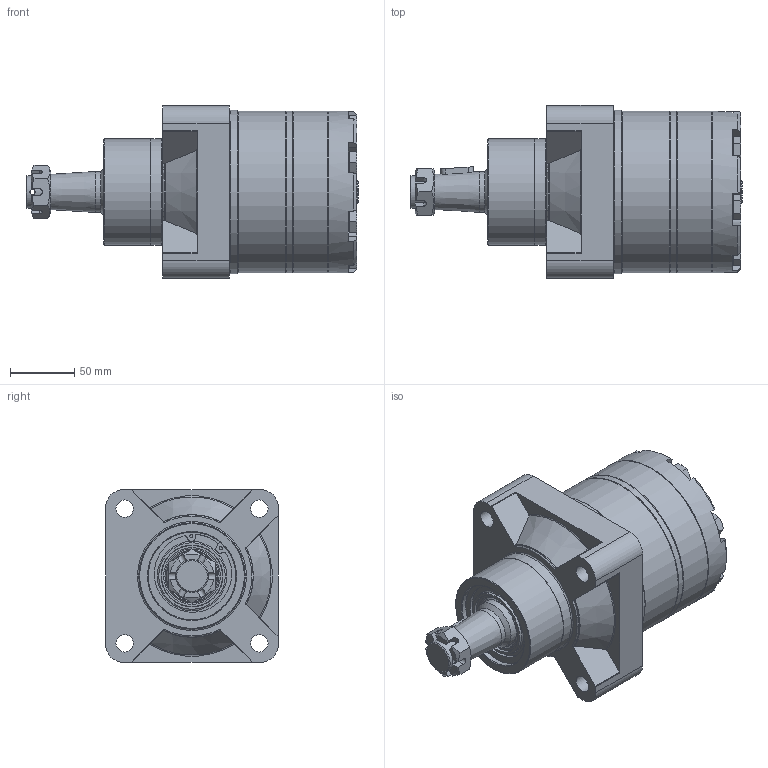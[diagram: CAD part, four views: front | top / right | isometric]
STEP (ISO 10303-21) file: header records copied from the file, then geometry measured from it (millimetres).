
FILE_DESCRIPTION( ( 'STEP AP214' ), '1' );
FILE_NAME( 'HW200R2(EURO).stp', '2019-11-14T10:39:30', ( '' ), ( '' ), ' ', 'PARTsolutions', ' ' );
FILE_SCHEMA( ( 'AUTOMOTIVE_DESIGN { 1 0 10303 214 1 1 1 1 }' ) );
Length unit declared in the file: millimetre
Products named in the file (7): HW200R2(EURO); _HWMF; _HWRSH; _HWF; _HW200D; _HWEC; HI_Hexagon bolt DIN 931-1 M10x430
Assembly tree (12 placements, depth 2):
  HW200R2(EURO)
    _HWMF
    _HWRSH
    _HWF
    _HW200D
    _HWEC
    HI_Hexagon bolt DIN 931-1 M10x430  x7
Bounding box: 257.4 x 134 x 134 mm (x, y, z)
Volume: 2241656.6 mm3; surface area: 263218.1 mm2
Topology: 12 solids, 12 shells, 376 faces, 877 edges, 558 vertices
Faces by surface type: plane 169, cylinder 97, cone 85, torus 25
Full cylindrical faces by diameter (mm): 2 x2, 2.5 x2, 4 x1, 10 x7, 10.4 x7, 10.5 x7, 13.5 x4, 16 x7, 18 x1, 18.631 x2, 21 x1, 25.4 x1, 31.78 x1, 34 x2, 38.1 x1, 44 x1, 48 x1, 51.6 x1, 65 x1, 68 x1, 68.1 x2, 71 x1, 82.2 x1, 82.5 x1, 125 x4, 127 x1
Entity records: 9969 total; most frequent: CARTESIAN_POINT 1971, DIRECTION 1220, ORIENTED_EDGE 1080, EDGE_CURVE 540, AXIS2_PLACEMENT_3D 503, VERTEX_POINT 401, EDGE_LOOP 395, FACE_OUTER_BOUND 315
